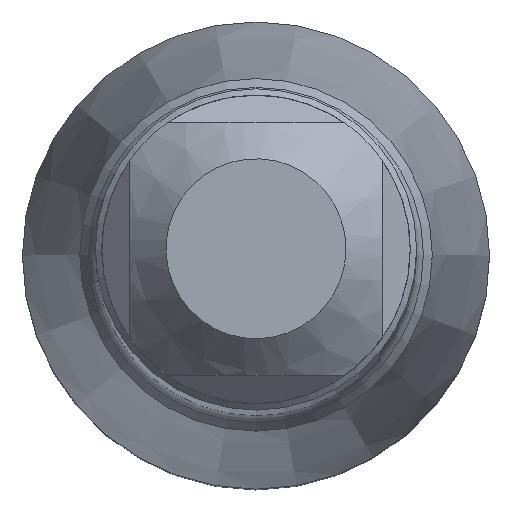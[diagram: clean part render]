
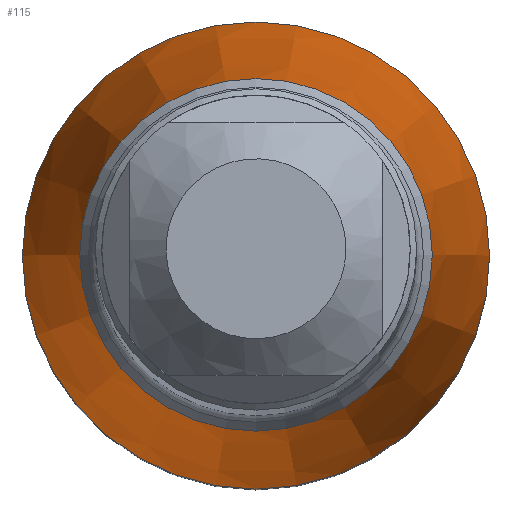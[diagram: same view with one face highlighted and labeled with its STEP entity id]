
A CAD part, top view. The second image highlights one B-rep face of the part: STEP entity #115.
In plain terms, the highlighted conical face has half-angle 8 degrees and reference radius 3.84 mm.
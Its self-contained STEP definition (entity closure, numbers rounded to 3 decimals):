
#115=ADVANCED_FACE('',(#136,#137),#122,.T.);
#122=CONICAL_SURFACE('',#395,3.84,8.);
#136=FACE_BOUND('',#165,.T.);
#137=FACE_BOUND('',#166,.T.);
#165=EDGE_LOOP('',(#233));
#166=EDGE_LOOP('',(#234));
#233=ORIENTED_EDGE('',*,*,#296,.F.);
#234=ORIENTED_EDGE('',*,*,#297,.T.);
#262=VERTEX_POINT('',#614);
#263=VERTEX_POINT('',#617);
#296=EDGE_CURVE('',#262,#262,#310,.T.);
#297=EDGE_CURVE('',#263,#263,#311,.T.);
#310=CIRCLE('',#392,3.84);
#311=CIRCLE('',#394,5.088);
#392=AXIS2_PLACEMENT_3D('',#613,#481,#482);
#394=AXIS2_PLACEMENT_3D('',#616,#485,#486);
#395=AXIS2_PLACEMENT_3D('',#618,#487,#488);
#481=DIRECTION('',(0.,0.,1.));
#482=DIRECTION('',(1.,0.,0.));
#485=DIRECTION('',(0.,0.,1.));
#486=DIRECTION('',(-1.,0.,0.));
#487=DIRECTION('',(0.,0.,-1.));
#488=DIRECTION('',(-1.,0.,0.));
#613=CARTESIAN_POINT('',(0.,0.,-76.5));
#614=CARTESIAN_POINT('',(3.84,0.,-76.5));
#616=CARTESIAN_POINT('',(0.,0.,-85.38));
#617=CARTESIAN_POINT('',(-5.088,0.,-85.38));
#618=CARTESIAN_POINT('',(0.,0.,-76.5));
